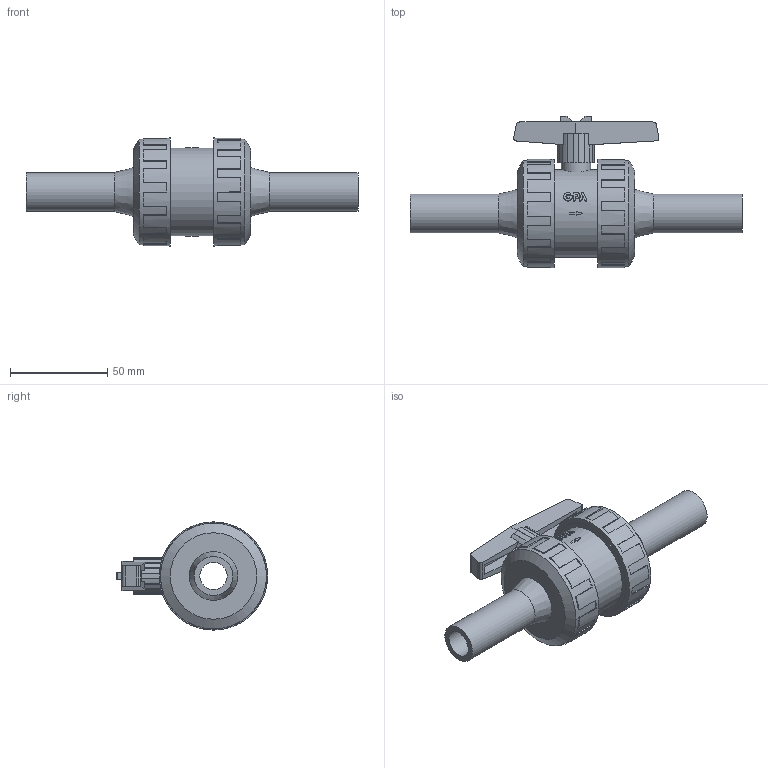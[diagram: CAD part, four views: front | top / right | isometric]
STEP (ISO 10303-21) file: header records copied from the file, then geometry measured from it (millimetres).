
FILE_DESCRIPTION(/* description */ ('PVC Ball Valve type S6 with EPDM gasket and long PE SDR11 spigots, Ø20/DN15, PN10'),/* implementation_level */ '2;1');
FILE_NAME(/* name */ 'S6BEU-PE-E-020',/* time_stamp */ '2021-11-23T10:33:11+01:00',/* author */ ('COAB Solutions'),/* organization */ ('GPA Flowsystem'),/* preprocessor_version */ 'ST-DEVELOPER v18.1',/* originating_system */ 'www.coabsolutions.com',/* authorisation */ '');
FILE_SCHEMA (('AUTOMOTIVE_DESIGN { 1 0 10303 214 3 1 1 }'));
Length unit declared in the file: millimetre
Products named in the file (1): S6IU-PE-E-020
Bounding box: 170.5 x 77.58 x 55.5 mm (x, y, z)
Volume: 143236.6 mm3; surface area: 48760.4 mm2
Topology: 1 solids, 3 shells, 285 faces, 775 edges, 514 vertices
Faces by surface type: plane 218, cylinder 42, bspline 21, cone 4
Full cylindrical faces by diameter (mm): 14 x2, 14.98 x1, 15 x1, 20 x2, 25 x2, 44.935 x2, 44.955 x3, 49.93 x2, 49.95 x2, 54.39 x2, 55.5 x2
Entity records: 9957 total; most frequent: CARTESIAN_POINT 2303, ORIENTED_EDGE 1550, DIRECTION 1475, EDGE_CURVE 775, LINE 515, VECTOR 515, VERTEX_POINT 514, AXIS2_PLACEMENT_3D 480
